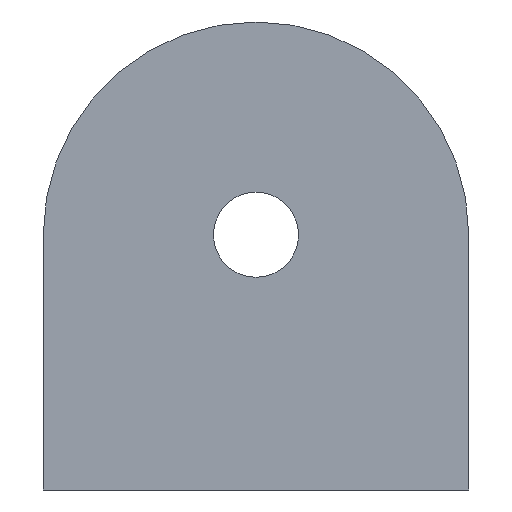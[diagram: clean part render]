
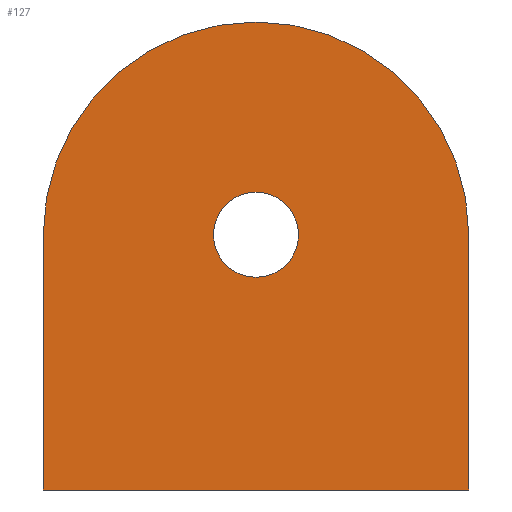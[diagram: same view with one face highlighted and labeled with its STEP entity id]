
A CAD part, front view. The second image highlights one B-rep face of the part: STEP entity #127.
In plain terms, the highlighted planar face has unit normal (0, -1, 0).
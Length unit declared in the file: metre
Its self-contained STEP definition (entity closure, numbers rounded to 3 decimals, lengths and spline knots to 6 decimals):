
#21=CIRCLE('',#147,0.0125);
#22=CIRCLE('',#149,0.0025);
#40=ORIENTED_EDGE('',*,*,#56,.F.);
#41=ORIENTED_EDGE('',*,*,#66,.F.);
#42=ORIENTED_EDGE('',*,*,#60,.T.);
#43=ORIENTED_EDGE('',*,*,#63,.T.);
#44=ORIENTED_EDGE('',*,*,#64,.F.);
#56=EDGE_CURVE('',#70,#71,#80,.T.);
#60=EDGE_CURVE('',#75,#74,#84,.T.);
#63=EDGE_CURVE('',#74,#71,#21,.T.);
#64=EDGE_CURVE('',#76,#76,#22,.T.);
#66=EDGE_CURVE('',#75,#70,#86,.T.);
#70=VERTEX_POINT('',#194);
#71=VERTEX_POINT('',#196);
#74=VERTEX_POINT('',#203);
#75=VERTEX_POINT('',#205);
#76=VERTEX_POINT('',#212);
#80=LINE('',#195,#90);
#84=LINE('',#204,#94);
#86=LINE('',#216,#96);
#90=VECTOR('',#160,1.);
#94=VECTOR('',#166,1.);
#96=VECTOR('',#182,1.);
#103=EDGE_LOOP('',(#40,#41,#42,#43));
#104=EDGE_LOOP('',(#44));
#113=FACE_BOUND('',#103,.T.);
#114=FACE_BOUND('',#104,.T.);
#120=PLANE('',#151);
#127=ADVANCED_FACE('',(#113,#114),#120,.T.);
#147=AXIS2_PLACEMENT_3D('',#209,#172,#173);
#149=AXIS2_PLACEMENT_3D('',#211,#176,#177);
#151=AXIS2_PLACEMENT_3D('',#215,#180,#181);
#160=DIRECTION('',(0.,0.,1.));
#166=DIRECTION('',(0.,0.,1.));
#172=DIRECTION('',(0.,-1.,0.));
#173=DIRECTION('',(0.,0.,-1.));
#176=DIRECTION('',(0.,-1.,0.));
#177=DIRECTION('',(0.,0.,-1.));
#180=DIRECTION('',(0.,-1.,0.));
#181=DIRECTION('',(1.,0.,0.));
#182=DIRECTION('',(-1.,0.,0.));
#194=CARTESIAN_POINT('',(-0.0125,-0.01,-0.005));
#195=CARTESIAN_POINT('',(-0.0125,-0.01,0.005));
#196=CARTESIAN_POINT('',(-0.0125,-0.01,0.01));
#203=CARTESIAN_POINT('',(0.0125,-0.01,0.01));
#204=CARTESIAN_POINT('',(0.0125,-0.01,0.005));
#205=CARTESIAN_POINT('',(0.0125,-0.01,-0.005));
#209=CARTESIAN_POINT('',(0.,-0.01,0.01));
#211=CARTESIAN_POINT('',(0.,-0.01,0.01));
#212=CARTESIAN_POINT('',(0.,-0.01,0.0075));
#215=CARTESIAN_POINT('',(0.,-0.01,0.01));
#216=CARTESIAN_POINT('',(-0.01,-0.01,-0.005));
